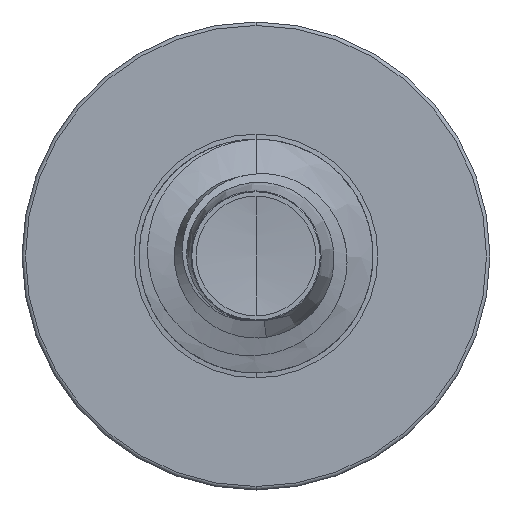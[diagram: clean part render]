
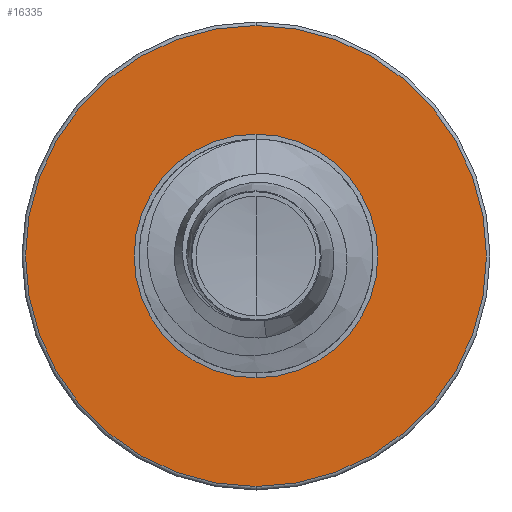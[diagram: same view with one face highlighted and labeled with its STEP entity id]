
A CAD part, front view. The second image highlights one B-rep face of the part: STEP entity #16335.
In plain terms, the highlighted planar face has unit normal (0, -1, 0).
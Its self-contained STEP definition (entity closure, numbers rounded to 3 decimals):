
#104 = EDGE_LOOP ( 'NONE', ( #15521, #17273 ) ) ;
#536 = CIRCLE ( 'NONE', #11283, 2.955 ) ;
#1343 = DIRECTION ( 'NONE',  ( 0., 0., 1. ) ) ;
#1364 = DIRECTION ( 'NONE',  ( 0., 1., 0. ) ) ;
#1370 = CARTESIAN_POINT ( 'NONE',  ( 0., 9., 0. ) ) ;
#3153 = VERTEX_POINT ( 'NONE', #14880 ) ;
#3521 = DIRECTION ( 'NONE',  ( 0., 0., 1. ) ) ;
#3588 = DIRECTION ( 'NONE',  ( 0., 1., 0. ) ) ;
#3619 = CARTESIAN_POINT ( 'NONE',  ( 0., 9., 0. ) ) ;
#3784 = DIRECTION ( 'NONE',  ( 0., 0., 1. ) ) ;
#3838 = DIRECTION ( 'NONE',  ( 0., 1., 0. ) ) ;
#3875 = CARTESIAN_POINT ( 'NONE',  ( 0., 9., 0. ) ) ;
#4179 = CARTESIAN_POINT ( 'NONE',  ( 0., 9., -2.955 ) ) ;
#4344 = VERTEX_POINT ( 'NONE', #4179 ) ;
#4385 = DIRECTION ( 'NONE',  ( 0., 1., 0. ) ) ;
#4978 = EDGE_CURVE ( 'NONE', #3153, #8887, #17313, .T. ) ;
#6537 = EDGE_CURVE ( 'NONE', #8887, #3153, #14326, .T. ) ;
#6609 = EDGE_CURVE ( 'NONE', #4344, #14370, #536, .T. ) ;
#7306 = PLANE ( 'NONE',  #13338 ) ;
#7830 = AXIS2_PLACEMENT_3D ( 'NONE', #3875, #3838, #3784 ) ;
#8887 = VERTEX_POINT ( 'NONE', #12843 ) ;
#9939 = AXIS2_PLACEMENT_3D ( 'NONE', #1370, #1364, #1343 ) ;
#11283 = AXIS2_PLACEMENT_3D ( 'NONE', #3619, #3588, #3521 ) ;
#11559 = AXIS2_PLACEMENT_3D ( 'NONE', #14466, #4385, #15502 ) ;
#12387 = DIRECTION ( 'NONE',  ( 0., 0., 1. ) ) ;
#12768 = EDGE_LOOP ( 'NONE', ( #17963, #15704 ) ) ;
#12843 = CARTESIAN_POINT ( 'NONE',  ( 0., 9., 1.562 ) ) ;
#13338 = AXIS2_PLACEMENT_3D ( 'NONE', #17965, #18688, #12387 ) ;
#13467 = EDGE_CURVE ( 'NONE', #14370, #4344, #15942, .T. ) ;
#13472 = FACE_OUTER_BOUND ( 'NONE', #12768, .T. ) ;
#14326 = CIRCLE ( 'NONE', #7830, 1.562 ) ;
#14370 = VERTEX_POINT ( 'NONE', #15929 ) ;
#14466 = CARTESIAN_POINT ( 'NONE',  ( 0., 9., 0. ) ) ;
#14880 = CARTESIAN_POINT ( 'NONE',  ( 0., 9., -1.562 ) ) ;
#15502 = DIRECTION ( 'NONE',  ( 0., 0., 1. ) ) ;
#15521 = ORIENTED_EDGE ( 'NONE', *, *, #6537, .T. ) ;
#15704 = ORIENTED_EDGE ( 'NONE', *, *, #6609, .F. ) ;
#15929 = CARTESIAN_POINT ( 'NONE',  ( 0., 9., 2.955 ) ) ;
#15942 = CIRCLE ( 'NONE', #11559, 2.955 ) ;
#16335 = ADVANCED_FACE ( 'NONE', ( #13472, #16407 ), #7306, .F. ) ;
#16407 = FACE_BOUND ( 'NONE', #104, .T. ) ;
#17273 = ORIENTED_EDGE ( 'NONE', *, *, #4978, .T. ) ;
#17313 = CIRCLE ( 'NONE', #9939, 1.562 ) ;
#17963 = ORIENTED_EDGE ( 'NONE', *, *, #13467, .F. ) ;
#17965 = CARTESIAN_POINT ( 'NONE',  ( 0., 9., -1.562 ) ) ;
#18688 = DIRECTION ( 'NONE',  ( 0., 1., 0. ) ) ;
